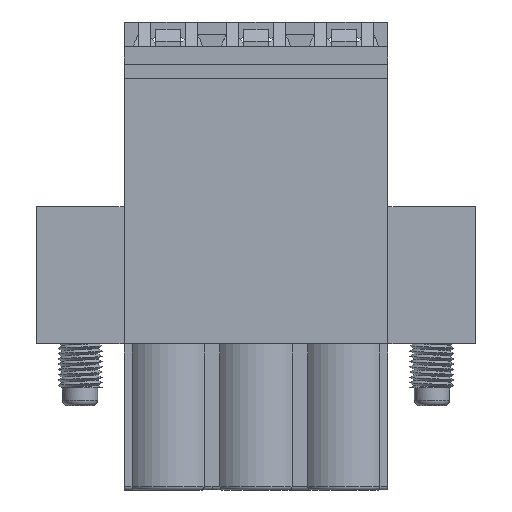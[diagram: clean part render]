
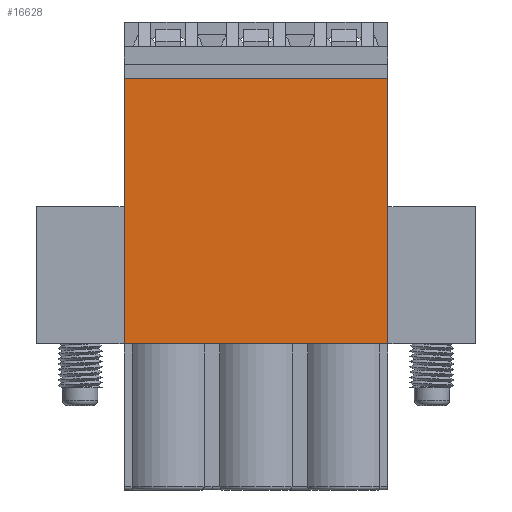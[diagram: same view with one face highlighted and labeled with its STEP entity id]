
A CAD part, front view. The second image highlights one B-rep face of the part: STEP entity #16628.
In plain terms, the highlighted planar face has unit normal (0, -1, 0).
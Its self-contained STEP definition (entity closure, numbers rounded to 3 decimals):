
#128 = VECTOR ( 'NONE', #16300, 1000. ) ;
#2499 = CARTESIAN_POINT ( 'NONE',  ( 0., 1.1, 23.4 ) ) ;
#5306 = EDGE_CURVE ( 'NONE', #39622, #9193, #41288, .T. ) ;
#7312 = CARTESIAN_POINT ( 'NONE',  ( 15., 1.1, 8.3 ) ) ;
#7379 = ORIENTED_EDGE ( 'NONE', *, *, #37211, .T. ) ;
#8706 = VECTOR ( 'NONE', #14446, 1000. ) ;
#9193 = VERTEX_POINT ( 'NONE', #2499 ) ;
#9334 = CARTESIAN_POINT ( 'NONE',  ( 15., 1.1, 23.4 ) ) ;
#11437 = ORIENTED_EDGE ( 'NONE', *, *, #35133, .T. ) ;
#12346 = LINE ( 'NONE', #41575, #18145 ) ;
#12634 = EDGE_LOOP ( 'NONE', ( #28451, #11437, #7379, #30379 ) ) ;
#12889 = CARTESIAN_POINT ( 'NONE',  ( 0., 1.1, 8.3 ) ) ;
#13060 = CARTESIAN_POINT ( 'NONE',  ( 15., 1.1, 23.4 ) ) ;
#14446 = DIRECTION ( 'NONE',  ( 0., 0., 1. ) ) ;
#14734 = DIRECTION ( 'NONE',  ( -1., 0., 0. ) ) ;
#15611 = DIRECTION ( 'NONE',  ( 0., 0., -1. ) ) ;
#16300 = DIRECTION ( 'NONE',  ( 0., 0., 1. ) ) ;
#16628 = ADVANCED_FACE ( 'NONE', ( #29420 ), #22086, .T. ) ;
#18145 = VECTOR ( 'NONE', #14734, 1000. ) ;
#20514 = DIRECTION ( 'NONE',  ( -1., 0., 0. ) ) ;
#22086 = PLANE ( 'NONE',  #39339 ) ;
#28227 = CARTESIAN_POINT ( 'NONE',  ( 0., 1.1, 23.4 ) ) ;
#28451 = ORIENTED_EDGE ( 'NONE', *, *, #41904, .F. ) ;
#29420 = FACE_OUTER_BOUND ( 'NONE', #12634, .T. ) ;
#29847 = CARTESIAN_POINT ( 'NONE',  ( 15., 1.1, 23.4 ) ) ;
#30379 = ORIENTED_EDGE ( 'NONE', *, *, #5306, .F. ) ;
#32237 = DIRECTION ( 'NONE',  ( 0., -1., 0. ) ) ;
#33041 = CARTESIAN_POINT ( 'NONE',  ( 15., 1.1, 8.3 ) ) ;
#34724 = VERTEX_POINT ( 'NONE', #29847 ) ;
#35133 = EDGE_CURVE ( 'NONE', #36688, #34724, #39656, .T. ) ;
#36688 = VERTEX_POINT ( 'NONE', #33041 ) ;
#36977 = LINE ( 'NONE', #7312, #42754 ) ;
#37211 = EDGE_CURVE ( 'NONE', #34724, #9193, #12346, .T. ) ;
#39339 = AXIS2_PLACEMENT_3D ( 'NONE', #9334, #32237, #15611 ) ;
#39622 = VERTEX_POINT ( 'NONE', #12889 ) ;
#39656 = LINE ( 'NONE', #13060, #128 ) ;
#41288 = LINE ( 'NONE', #28227, #8706 ) ;
#41575 = CARTESIAN_POINT ( 'NONE',  ( 15., 1.1, 23.4 ) ) ;
#41904 = EDGE_CURVE ( 'NONE', #36688, #39622, #36977, .T. ) ;
#42754 = VECTOR ( 'NONE', #20514, 1000. ) ;
